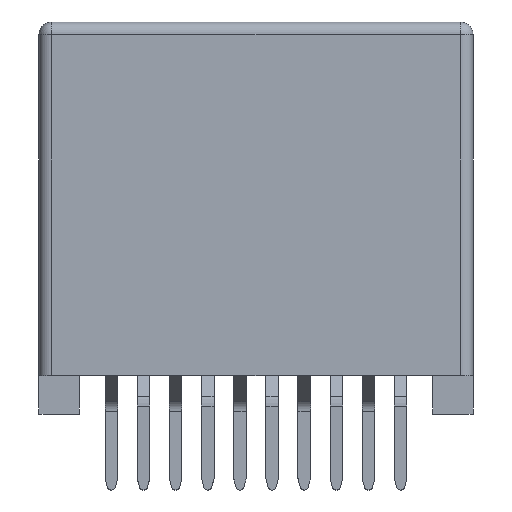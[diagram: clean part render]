
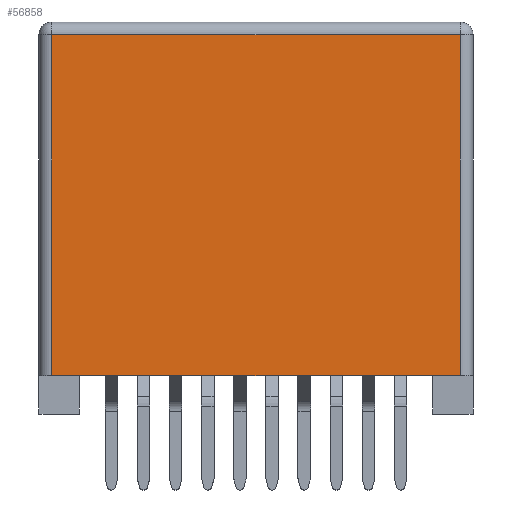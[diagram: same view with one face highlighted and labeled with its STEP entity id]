
A CAD part, front view. The second image highlights one B-rep face of the part: STEP entity #56858.
In plain terms, the highlighted planar face has unit normal (0, -1, 0).
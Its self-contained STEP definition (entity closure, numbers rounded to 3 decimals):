
#2024=FACE_OUTER_BOUND('',#5280,.T.);
#5280=EDGE_LOOP('',(#37962,#37963,#37964,#37965));
#9191=LINE('',#81555,#16614);
#9260=LINE('',#81688,#16683);
#9264=LINE('',#81696,#16687);
#9265=LINE('',#81697,#16688);
#16614=VECTOR('',#65196,1.);
#16683=VECTOR('',#65297,1.);
#16687=VECTOR('',#65303,1.);
#16688=VECTOR('',#65304,1.);
#24056=VERTEX_POINT('',#81509);
#24068=VERTEX_POINT('',#81553);
#24116=VERTEX_POINT('',#81686);
#24119=VERTEX_POINT('',#81695);
#29199=EDGE_CURVE('',#24056,#24068,#9191,.T.);
#29270=EDGE_CURVE('',#24116,#24068,#9260,.T.);
#29274=EDGE_CURVE('',#24116,#24119,#9264,.T.);
#29275=EDGE_CURVE('',#24119,#24056,#9265,.T.);
#37962=ORIENTED_EDGE('',*,*,#29270,.F.);
#37963=ORIENTED_EDGE('',*,*,#29274,.T.);
#37964=ORIENTED_EDGE('',*,*,#29275,.T.);
#37965=ORIENTED_EDGE('',*,*,#29199,.T.);
#54310=PLANE('',#60190);
#56858=ADVANCED_FACE('',(#2024),#54310,.F.);
#60190=AXIS2_PLACEMENT_3D('',#81694,#65301,#65302);
#65196=DIRECTION('',(0.,0.,-1.));
#65297=DIRECTION('',(-1.,0.,0.));
#65301=DIRECTION('center_axis',(0.,1.,0.));
#65302=DIRECTION('ref_axis',(0.,0.,1.));
#65303=DIRECTION('',(0.,0.,1.));
#65304=DIRECTION('',(-1.,0.,0.));
#81509=CARTESIAN_POINT('',(-20.765,-4.45,13.47));
#81553=CARTESIAN_POINT('',(-20.765,-4.45,0.));
#81555=CARTESIAN_POINT('',(-20.765,-4.45,13.47));
#81686=CARTESIAN_POINT('',(-4.615,-4.45,0.));
#81688=CARTESIAN_POINT('',(1.735,-4.45,0.));
#81694=CARTESIAN_POINT('Origin',(-8.565,-4.45,13.97));
#81695=CARTESIAN_POINT('',(-4.615,-4.45,13.47));
#81696=CARTESIAN_POINT('',(-4.615,-4.45,0.));
#81697=CARTESIAN_POINT('',(1.735,-4.45,13.47));
